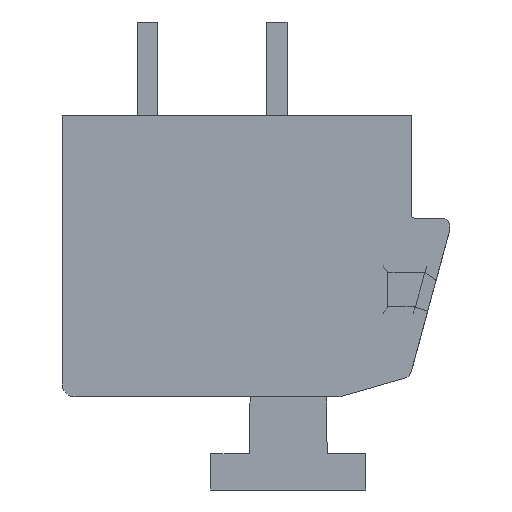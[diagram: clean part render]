
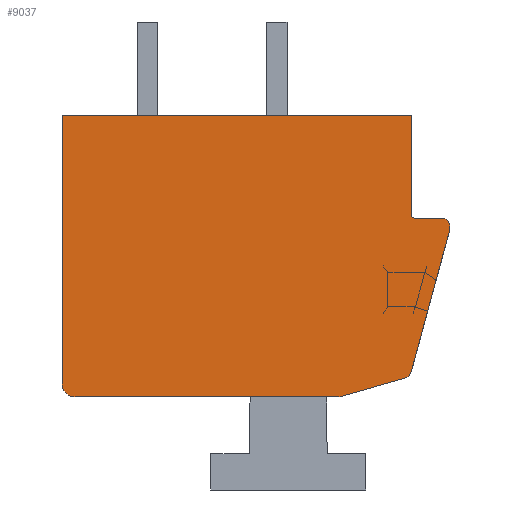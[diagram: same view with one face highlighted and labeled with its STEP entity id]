
A CAD part, front view. The second image highlights one B-rep face of the part: STEP entity #9037.
In plain terms, the highlighted planar face has unit normal (0, -1, 0).
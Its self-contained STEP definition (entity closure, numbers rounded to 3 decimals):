
#1=CARTESIAN_POINT('',(7.2,-108.75,1.15));
#2=DIRECTION('',(0.,-1.,0.));
#3=DIRECTION('',(1.,0.,0.));
#4=AXIS2_PLACEMENT_3D('',#1,#2,#3);
#6=DIRECTION('',(0.,0.,-1.));
#7=VECTOR('',#6,0.119);
#8=CARTESIAN_POINT('',(7.5,-108.75,1.15));
#9=LINE('',#8,#7);
#10=DIRECTION('',(0.262,0.,0.965));
#11=VECTOR('',#10,5.739);
#12=CARTESIAN_POINT('',(5.994,-108.75,-4.507));
#13=LINE('',#12,#11);
#14=CARTESIAN_POINT('',(5.705,-108.75,-4.428));
#15=DIRECTION('',(0.,-1.,0.));
#16=DIRECTION('',(0.274,0.,-0.962));
#17=AXIS2_PLACEMENT_3D('',#14,#15,#16);
#19=DIRECTION('',(0.962,0.,0.274));
#20=VECTOR('',#19,2.679);
#21=CARTESIAN_POINT('',(3.21,-108.75,-5.45));
#22=LINE('',#21,#20);
#23=DIRECTION('',(-1.,0.,0.));
#24=VECTOR('',#23,10.21);
#25=CARTESIAN_POINT('',(3.21,-108.75,-5.45));
#26=LINE('',#25,#24);
#27=CARTESIAN_POINT('',(-7.,-108.75,-4.95));
#28=DIRECTION('',(0.,-1.,0.));
#29=DIRECTION('',(-1.,0.,0.));
#30=AXIS2_PLACEMENT_3D('',#27,#28,#29);
#32=DIRECTION('',(0.,0.,1.));
#33=VECTOR('',#32,10.4);
#34=CARTESIAN_POINT('',(-7.5,-108.75,-4.95));
#35=LINE('',#34,#33);
#36=DIRECTION('',(1.,0.,0.));
#37=VECTOR('',#36,13.5);
#38=CARTESIAN_POINT('',(-7.5,-108.75,5.45));
#39=LINE('',#38,#37);
#40=DIRECTION('',(0.,0.,-1.));
#41=VECTOR('',#40,3.85);
#42=CARTESIAN_POINT('',(6.,-108.75,5.45));
#43=LINE('',#42,#41);
#44=DIRECTION('',(1.,0.,0.));
#45=VECTOR('',#44,1.05);
#46=CARTESIAN_POINT('',(6.15,-108.75,1.45));
#47=LINE('',#46,#45);
#60=CARTESIAN_POINT('',(6.15,-108.75,1.6));
#61=DIRECTION('',(0.,1.,0.));
#62=DIRECTION('',(0.,0.,-1.));
#63=AXIS2_PLACEMENT_3D('',#60,#61,#62);
#7188=CARTESIAN_POINT('',(-7.5,-108.75,5.45));
#7189=CARTESIAN_POINT('',(6.,-108.75,5.45));
#7190=VERTEX_POINT('',#7188);
#7191=VERTEX_POINT('',#7189);
#7192=CARTESIAN_POINT('',(6.,-108.75,1.6));
#7193=VERTEX_POINT('',#7192);
#7194=CARTESIAN_POINT('',(6.15,-108.75,1.45));
#7195=VERTEX_POINT('',#7194);
#7196=CARTESIAN_POINT('',(7.5,-108.75,1.15));
#7197=CARTESIAN_POINT('',(7.2,-108.75,1.45));
#7198=VERTEX_POINT('',#7196);
#7199=VERTEX_POINT('',#7197);
#7200=CARTESIAN_POINT('',(5.787,-108.75,-4.716));
#7201=CARTESIAN_POINT('',(5.994,-108.75,-4.507));
#7202=VERTEX_POINT('',#7200);
#7203=VERTEX_POINT('',#7201);
#7204=CARTESIAN_POINT('',(-7.5,-108.75,-4.95));
#7205=CARTESIAN_POINT('',(-7.,-108.75,-5.45));
#7206=VERTEX_POINT('',#7204);
#7207=VERTEX_POINT('',#7205);
#7208=CARTESIAN_POINT('',(3.21,-108.75,-5.45));
#7209=VERTEX_POINT('',#7208);
#7210=CARTESIAN_POINT('',(7.5,-108.75,1.031));
#7211=VERTEX_POINT('',#7210);
#9006=CARTESIAN_POINT('',(0.,-108.75,0.));
#9007=DIRECTION('',(0.,1.,0.));
#9008=DIRECTION('',(1.,0.,0.));
#9009=AXIS2_PLACEMENT_3D('',#9006,#9007,#9008);
#9010=PLANE('',#9009);
#9012=ORIENTED_EDGE('',*,*,#9011,.F.);
#9014=ORIENTED_EDGE('',*,*,#9013,.T.);
#9016=ORIENTED_EDGE('',*,*,#9015,.F.);
#9018=ORIENTED_EDGE('',*,*,#9017,.F.);
#9020=ORIENTED_EDGE('',*,*,#9019,.F.);
#9022=ORIENTED_EDGE('',*,*,#9021,.T.);
#9024=ORIENTED_EDGE('',*,*,#9023,.F.);
#9026=ORIENTED_EDGE('',*,*,#9025,.T.);
#9028=ORIENTED_EDGE('',*,*,#9027,.T.);
#9030=ORIENTED_EDGE('',*,*,#9029,.T.);
#9032=ORIENTED_EDGE('',*,*,#9031,.F.);
#9034=ORIENTED_EDGE('',*,*,#9033,.T.);
#9035=EDGE_LOOP('',(#9012,#9014,#9016,#9018,#9020,#9022,#9024,#9026,#9028,#9030,
#9032,#9034));
#9036=FACE_OUTER_BOUND('',#9035,.F.);
#9037=ADVANCED_FACE('',(#9036),#9010,.F.);
#5=CIRCLE('',#4,0.3);
#18=CIRCLE('',#17,0.3);
#31=CIRCLE('',#30,0.5);
#64=CIRCLE('',#63,0.15);
#9011=EDGE_CURVE('',#7198,#7199,#5,.T.);
#9013=EDGE_CURVE('',#7198,#7211,#9,.T.);
#9015=EDGE_CURVE('',#7203,#7211,#13,.T.);
#9017=EDGE_CURVE('',#7202,#7203,#18,.T.);
#9019=EDGE_CURVE('',#7209,#7202,#22,.T.);
#9021=EDGE_CURVE('',#7209,#7207,#26,.T.);
#9023=EDGE_CURVE('',#7206,#7207,#31,.T.);
#9025=EDGE_CURVE('',#7206,#7190,#35,.T.);
#9027=EDGE_CURVE('',#7190,#7191,#39,.T.);
#9029=EDGE_CURVE('',#7191,#7193,#43,.T.);
#9031=EDGE_CURVE('',#7195,#7193,#64,.T.);
#9033=EDGE_CURVE('',#7195,#7199,#47,.T.);
